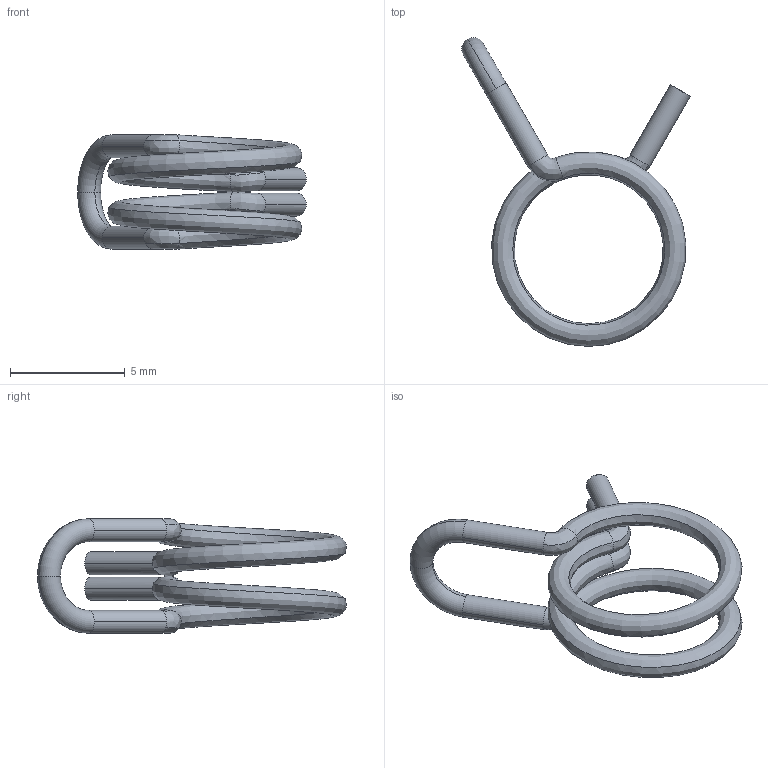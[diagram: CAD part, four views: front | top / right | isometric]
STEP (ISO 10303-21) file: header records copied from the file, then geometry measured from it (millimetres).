
FILE_DESCRIPTION (( 'STEP AP214' ), '1' );
FILE_NAME ('DW-7.3.step', '2026-01-22T12:01:25', ( '' ), ( '' ), 'SwSTEP 2.0', 'SolidWorks 2025', '' );
FILE_SCHEMA (( 'AUTOMOTIVE_DESIGN' ));
Length unit declared in the file: millimetre
Products named in the file (1): DW-7.3
Bounding box: 9.98 x 13.49 x 5 mm (x, y, z)
Volume: 60.9 mm3; surface area: 245.1 mm2
Topology: 1 solids, 1 shells, 125 faces, 343 edges, 226 vertices
Faces by surface type: bspline 54, cylinder 53, plane 14, torus 4
Entity records: 7388 total; most frequent: CARTESIAN_POINT 4433, ORIENTED_EDGE 686, DIRECTION 517, EDGE_CURVE 343, VERTEX_POINT 226, AXIS2_PLACEMENT_3D 208, CIRCLE 136, EDGE_LOOP 133
